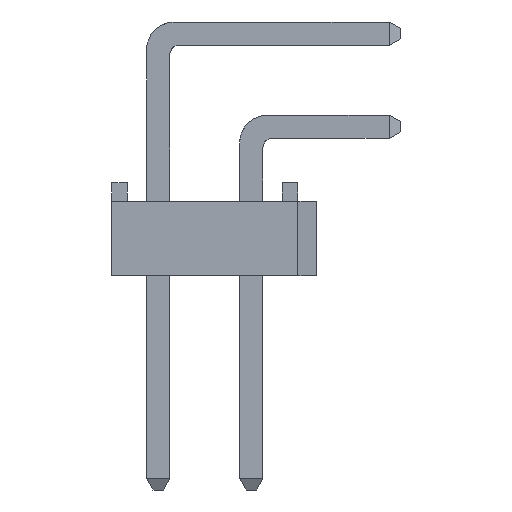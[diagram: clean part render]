
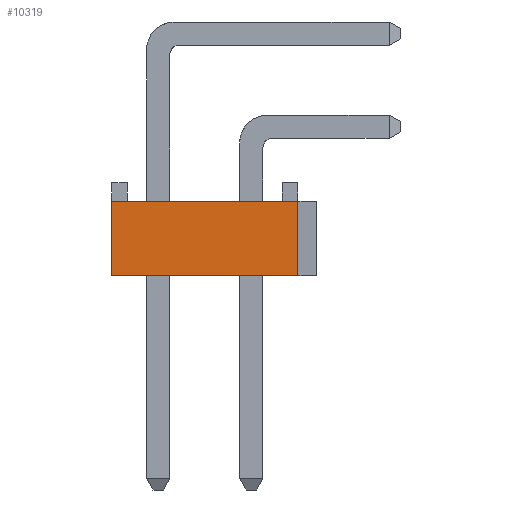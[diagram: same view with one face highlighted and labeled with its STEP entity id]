
A CAD part, left-side view. The second image highlights one B-rep face of the part: STEP entity #10319.
In plain terms, the highlighted planar face has unit normal (-1, 0, 0).
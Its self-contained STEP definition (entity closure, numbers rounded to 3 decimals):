
#1574 = PLANE('',#1575);
#1575 = AXIS2_PLACEMENT_3D('',#1576,#1577,#1578);
#1576 = CARTESIAN_POINT('',(457.171,366.267,340.));
#1577 = DIRECTION('',(0.,0.,-1.));
#1578 = DIRECTION('',(0.,-1.,0.));
#1821 = PLANE('',#1822);
#1822 = AXIS2_PLACEMENT_3D('',#1823,#1824,#1825);
#1823 = CARTESIAN_POINT('',(457.171,366.267,342.032));
#1824 = DIRECTION('',(0.,0.,1.));
#1825 = DIRECTION('',(0.,1.,0.));
#6190 = VERTEX_POINT('',#6191);
#6191 = CARTESIAN_POINT('',(454.547,360.508,342.032));
#6203 = PLANE('',#6204);
#6204 = AXIS2_PLACEMENT_3D('',#6205,#6206,#6207);
#6205 = CARTESIAN_POINT('',(455.558,360.508,342.355));
#6206 = DIRECTION('',(0.,-1.,0.));
#6207 = DIRECTION('',(-1.,0.,0.));
#6447 = PLANE('',#6448);
#6448 = AXIS2_PLACEMENT_3D('',#6449,#6450,#6451);
#6449 = CARTESIAN_POINT('',(457.171,365.588,342.914));
#6450 = DIRECTION('',(0.,1.,0.));
#6451 = DIRECTION('',(1.,0.,0.));
#6534 = VERTEX_POINT('',#6535);
#6535 = CARTESIAN_POINT('',(454.547,365.588,342.032));
#6553 = EDGE_CURVE('',#6190,#6534,#6554,.T.);
#6554 = SURFACE_CURVE('',#6555,(#6558,#6564),.PCURVE_S1.);
#6555 = B_SPLINE_CURVE_WITH_KNOTS('',1,(#6556,#6557),.UNSPECIFIED.,.F.,
  .F.,(2,2),(0.,5.08),.PIECEWISE_BEZIER_KNOTS.);
#6556 = CARTESIAN_POINT('',(454.547,360.508,342.032));
#6557 = CARTESIAN_POINT('',(454.547,365.588,342.032));
#6558 = PCURVE('',#1821,#6559);
#6559 = DEFINITIONAL_REPRESENTATION('',(#6560),#6563);
#6560 = B_SPLINE_CURVE_WITH_KNOTS('',1,(#6561,#6562),.UNSPECIFIED.,.F.,
  .F.,(2,2),(0.,5.08),.PIECEWISE_BEZIER_KNOTS.);
#6561 = CARTESIAN_POINT('',(-5.759,2.623));
#6562 = CARTESIAN_POINT('',(-0.679,2.623));
#6563 = ( GEOMETRIC_REPRESENTATION_CONTEXT(2) 
PARAMETRIC_REPRESENTATION_CONTEXT() REPRESENTATION_CONTEXT('2D SPACE',''
  ) );
#6564 = PCURVE('',#6565,#6570);
#6565 = PLANE('',#6566);
#6566 = AXIS2_PLACEMENT_3D('',#6567,#6568,#6569);
#6567 = CARTESIAN_POINT('',(454.547,366.216,339.677));
#6568 = DIRECTION('',(-1.,0.,0.));
#6569 = DIRECTION('',(0.,-1.,0.));
#6570 = DEFINITIONAL_REPRESENTATION('',(#6571),#6574);
#6571 = B_SPLINE_CURVE_WITH_KNOTS('',1,(#6572,#6573),.UNSPECIFIED.,.F.,
  .F.,(2,2),(0.,5.08),.PIECEWISE_BEZIER_KNOTS.);
#6572 = CARTESIAN_POINT('',(5.708,2.355));
#6573 = CARTESIAN_POINT('',(0.628,2.355));
#6574 = ( GEOMETRIC_REPRESENTATION_CONTEXT(2) 
PARAMETRIC_REPRESENTATION_CONTEXT() REPRESENTATION_CONTEXT('2D SPACE',''
  ) );
#6804 = VERTEX_POINT('',#6805);
#6805 = CARTESIAN_POINT('',(454.547,360.508,340.));
#6823 = EDGE_CURVE('',#6824,#6804,#6826,.T.);
#6824 = VERTEX_POINT('',#6825);
#6825 = CARTESIAN_POINT('',(454.547,365.588,340.));
#6826 = SURFACE_CURVE('',#6827,(#6830,#6836),.PCURVE_S1.);
#6827 = B_SPLINE_CURVE_WITH_KNOTS('',1,(#6828,#6829),.UNSPECIFIED.,.F.,
  .F.,(2,2),(-5.08,0.),.PIECEWISE_BEZIER_KNOTS.);
#6828 = CARTESIAN_POINT('',(454.547,365.588,340.));
#6829 = CARTESIAN_POINT('',(454.547,360.508,340.));
#6830 = PCURVE('',#1574,#6831);
#6831 = DEFINITIONAL_REPRESENTATION('',(#6832),#6835);
#6832 = B_SPLINE_CURVE_WITH_KNOTS('',1,(#6833,#6834),.UNSPECIFIED.,.F.,
  .F.,(2,2),(-5.08,0.),.PIECEWISE_BEZIER_KNOTS.);
#6833 = CARTESIAN_POINT('',(0.679,2.623));
#6834 = CARTESIAN_POINT('',(5.759,2.623));
#6835 = ( GEOMETRIC_REPRESENTATION_CONTEXT(2) 
PARAMETRIC_REPRESENTATION_CONTEXT() REPRESENTATION_CONTEXT('2D SPACE',''
  ) );
#6836 = PCURVE('',#6565,#6837);
#6837 = DEFINITIONAL_REPRESENTATION('',(#6838),#6841);
#6838 = B_SPLINE_CURVE_WITH_KNOTS('',1,(#6839,#6840),.UNSPECIFIED.,.F.,
  .F.,(2,2),(-5.08,0.),.PIECEWISE_BEZIER_KNOTS.);
#6839 = CARTESIAN_POINT('',(0.628,0.323));
#6840 = CARTESIAN_POINT('',(5.708,0.323));
#6841 = ( GEOMETRIC_REPRESENTATION_CONTEXT(2) 
PARAMETRIC_REPRESENTATION_CONTEXT() REPRESENTATION_CONTEXT('2D SPACE',''
  ) );
#8139 = EDGE_CURVE('',#6534,#6824,#8140,.T.);
#8140 = SURFACE_CURVE('',#8141,(#8144,#8150),.PCURVE_S1.);
#8141 = B_SPLINE_CURVE_WITH_KNOTS('',1,(#8142,#8143),.UNSPECIFIED.,.F.,
  .F.,(2,2),(0.,2.032),.PIECEWISE_BEZIER_KNOTS.);
#8142 = CARTESIAN_POINT('',(454.547,365.588,342.032));
#8143 = CARTESIAN_POINT('',(454.547,365.588,340.));
#8144 = PCURVE('',#6447,#8145);
#8145 = DEFINITIONAL_REPRESENTATION('',(#8146),#8149);
#8146 = B_SPLINE_CURVE_WITH_KNOTS('',1,(#8147,#8148),.UNSPECIFIED.,.F.,
  .F.,(2,2),(0.,2.032),.PIECEWISE_BEZIER_KNOTS.);
#8147 = CARTESIAN_POINT('',(-2.623,0.882));
#8148 = CARTESIAN_POINT('',(-2.623,2.914));
#8149 = ( GEOMETRIC_REPRESENTATION_CONTEXT(2) 
PARAMETRIC_REPRESENTATION_CONTEXT() REPRESENTATION_CONTEXT('2D SPACE',''
  ) );
#8150 = PCURVE('',#6565,#8151);
#8151 = DEFINITIONAL_REPRESENTATION('',(#8152),#8155);
#8152 = B_SPLINE_CURVE_WITH_KNOTS('',1,(#8153,#8154),.UNSPECIFIED.,.F.,
  .F.,(2,2),(0.,2.032),.PIECEWISE_BEZIER_KNOTS.);
#8153 = CARTESIAN_POINT('',(0.628,2.355));
#8154 = CARTESIAN_POINT('',(0.628,0.323));
#8155 = ( GEOMETRIC_REPRESENTATION_CONTEXT(2) 
PARAMETRIC_REPRESENTATION_CONTEXT() REPRESENTATION_CONTEXT('2D SPACE',''
  ) );
#8337 = EDGE_CURVE('',#6190,#6804,#8338,.T.);
#8338 = SURFACE_CURVE('',#8339,(#8342,#8348),.PCURVE_S1.);
#8339 = B_SPLINE_CURVE_WITH_KNOTS('',1,(#8340,#8341),.UNSPECIFIED.,.F.,
  .F.,(2,2),(0.,2.032),.PIECEWISE_BEZIER_KNOTS.);
#8340 = CARTESIAN_POINT('',(454.547,360.508,342.032));
#8341 = CARTESIAN_POINT('',(454.547,360.508,340.));
#8342 = PCURVE('',#6203,#8343);
#8343 = DEFINITIONAL_REPRESENTATION('',(#8344),#8347);
#8344 = B_SPLINE_CURVE_WITH_KNOTS('',1,(#8345,#8346),.UNSPECIFIED.,.F.,
  .F.,(2,2),(0.,2.032),.PIECEWISE_BEZIER_KNOTS.);
#8345 = CARTESIAN_POINT('',(1.011,0.323));
#8346 = CARTESIAN_POINT('',(1.011,2.355));
#8347 = ( GEOMETRIC_REPRESENTATION_CONTEXT(2) 
PARAMETRIC_REPRESENTATION_CONTEXT() REPRESENTATION_CONTEXT('2D SPACE',''
  ) );
#8348 = PCURVE('',#6565,#8349);
#8349 = DEFINITIONAL_REPRESENTATION('',(#8350),#8353);
#8350 = B_SPLINE_CURVE_WITH_KNOTS('',1,(#8351,#8352),.UNSPECIFIED.,.F.,
  .F.,(2,2),(0.,2.032),.PIECEWISE_BEZIER_KNOTS.);
#8351 = CARTESIAN_POINT('',(5.708,2.355));
#8352 = CARTESIAN_POINT('',(5.708,0.323));
#8353 = ( GEOMETRIC_REPRESENTATION_CONTEXT(2) 
PARAMETRIC_REPRESENTATION_CONTEXT() REPRESENTATION_CONTEXT('2D SPACE',''
  ) );
#10319 = ADVANCED_FACE('',(#10320),#6565,.T.);
#10320 = FACE_BOUND('',#10321,.T.);
#10321 = EDGE_LOOP('',(#10322,#10323,#10324,#10325));
#10322 = ORIENTED_EDGE('',*,*,#6823,.T.);
#10323 = ORIENTED_EDGE('',*,*,#8337,.F.);
#10324 = ORIENTED_EDGE('',*,*,#6553,.T.);
#10325 = ORIENTED_EDGE('',*,*,#8139,.T.);
